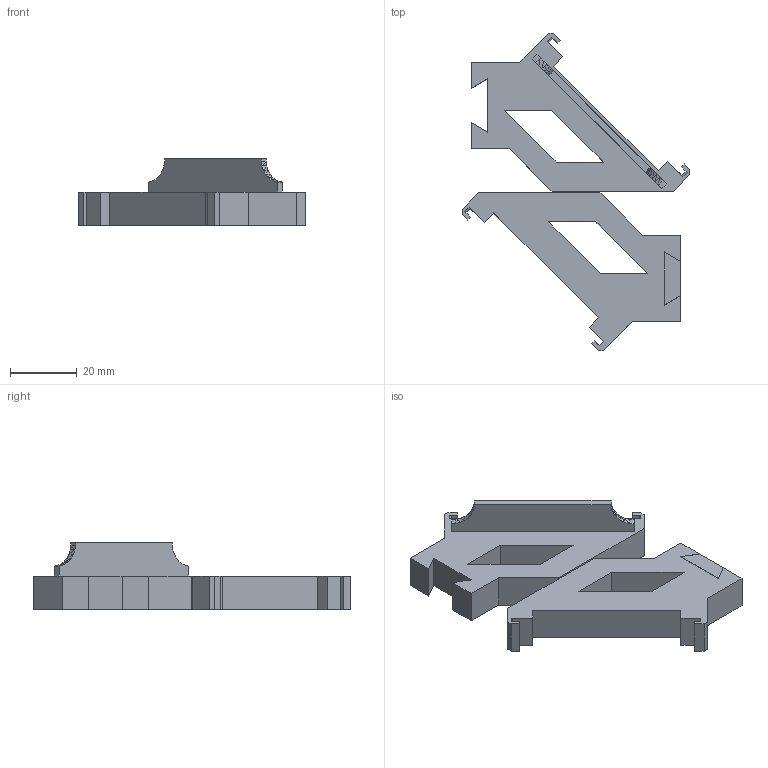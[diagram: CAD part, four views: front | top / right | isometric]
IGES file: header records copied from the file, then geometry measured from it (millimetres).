
Global section: file name: LCD Mount_v3; native system: unknown; preprocessor: unknown; author: unknown; organization: unknown; date: 20200923.180038; units: millimetre
Bounding box: 68.38 x 95.34 x 20 mm (x, y, z)
Volume: 26384.4 mm3; surface area: 12455.3 mm2
Topology: 3 solids, 3 shells, 115 faces, 302 edges, 194 vertices
Faces by surface type: bspline 115
